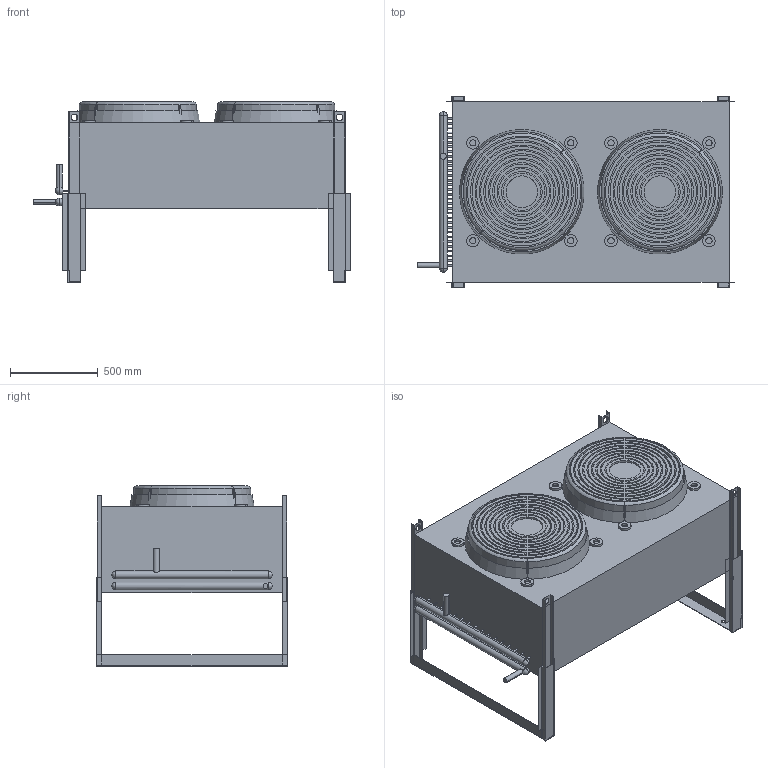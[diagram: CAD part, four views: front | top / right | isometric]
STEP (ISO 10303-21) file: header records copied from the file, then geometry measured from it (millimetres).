
FILE_DESCRIPTION(('starvars output'),'1');
FILE_NAME('cv20250326025317000054210.stp','02:53:20 2025/03/26',('Thomas Industrial Network Germany GmbH'),(' '),'Spatial InterOp 3D',' ',' ');
FILE_SCHEMA(('AUTOMOTIVE_DESIGN { 1 0 10303 214 3 1 1 }'));
Length unit declared in the file: millimetre
Products named in the file (1): 1
Bounding box: 1811.32 x 1092.25 x 1028.7 mm (x, y, z)
Volume: 806821817 mm3; surface area: 10487789.8 mm2
Topology: 7 solids, 7 shells, 670 faces, 2007 edges, 1322 vertices
Faces by surface type: plane 342, cylinder 304, cone 8, torus 8, sphere 8
Entity records: 31343 total; most frequent: CARTESIAN_POINT 7222, ORIENTED_EDGE 3982, DIRECTION 3787, EDGE_CURVE 1991, VERTEX_POINT 1322, AXIS2_PLACEMENT_3D 1301, LINE 1185, VECTOR 1185
